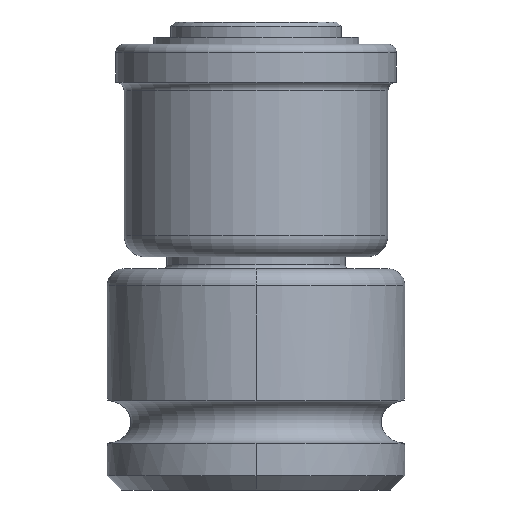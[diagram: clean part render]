
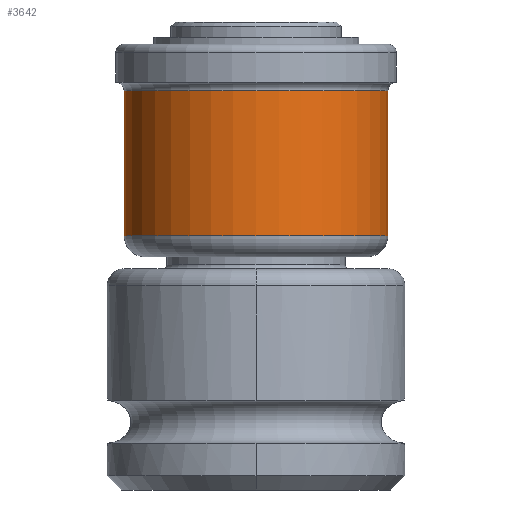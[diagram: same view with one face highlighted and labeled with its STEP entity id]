
A CAD part, left-side view. The second image highlights one B-rep face of the part: STEP entity #3642.
In plain terms, the highlighted cylindrical face has radius 15.5 mm (diameter 31 mm), a partial arc.
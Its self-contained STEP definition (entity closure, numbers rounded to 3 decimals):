
#3104=DIRECTION('',(0.,0.,-1.));
#3105=VECTOR('',#3104,17.);
#3106=CARTESIAN_POINT('',(0.,-15.5,-8.1));
#3107=LINE('',#3106,#3105);
#3113=DIRECTION('',(0.,0.,-1.));
#3114=VECTOR('',#3113,17.);
#3115=CARTESIAN_POINT('',(0.,15.5,-8.1));
#3116=LINE('',#3115,#3114);
#3193=CARTESIAN_POINT('',(0.,0.,-25.1));
#3194=DIRECTION('',(0.,0.,-1.));
#3195=DIRECTION('',(0.,-1.,0.));
#3196=AXIS2_PLACEMENT_3D('',#3193,#3194,#3195);
#3198=CARTESIAN_POINT('',(0.,0.,-8.1));
#3199=DIRECTION('',(0.,0.,1.));
#3200=DIRECTION('',(0.,1.,0.));
#3201=AXIS2_PLACEMENT_3D('',#3198,#3199,#3200);
#3396=CARTESIAN_POINT('',(0.,15.5,-8.1));
#3397=CARTESIAN_POINT('',(0.,-15.5,-8.1));
#3398=VERTEX_POINT('',#3396);
#3399=VERTEX_POINT('',#3397);
#3408=CARTESIAN_POINT('',(0.,-15.5,-25.1));
#3409=CARTESIAN_POINT('',(0.,15.5,-25.1));
#3410=VERTEX_POINT('',#3408);
#3411=VERTEX_POINT('',#3409);
#3630=CARTESIAN_POINT('',(0.,0.,-28.85));
#3631=DIRECTION('',(0.,0.,1.));
#3632=DIRECTION('',(0.,-1.,0.));
#3633=AXIS2_PLACEMENT_3D('',#3630,#3631,#3632);
#3634=CYLINDRICAL_SURFACE('',#3633,15.5);
#3635=ORIENTED_EDGE('',*,*,#3624,.T.);
#3636=ORIENTED_EDGE('',*,*,#3508,.F.);
#3638=ORIENTED_EDGE('',*,*,#3637,.T.);
#3639=ORIENTED_EDGE('',*,*,#3505,.T.);
#3640=EDGE_LOOP('',(#3635,#3636,#3638,#3639));
#3641=FACE_OUTER_BOUND('',#3640,.F.);
#3642=ADVANCED_FACE('',(#3641),#3634,.T.);
#3197=CIRCLE('',#3196,15.5);
#3202=CIRCLE('',#3201,15.5);
#3505=EDGE_CURVE('',#3399,#3410,#3107,.T.);
#3508=EDGE_CURVE('',#3398,#3411,#3116,.T.);
#3624=EDGE_CURVE('',#3410,#3411,#3197,.T.);
#3637=EDGE_CURVE('',#3398,#3399,#3202,.T.);
